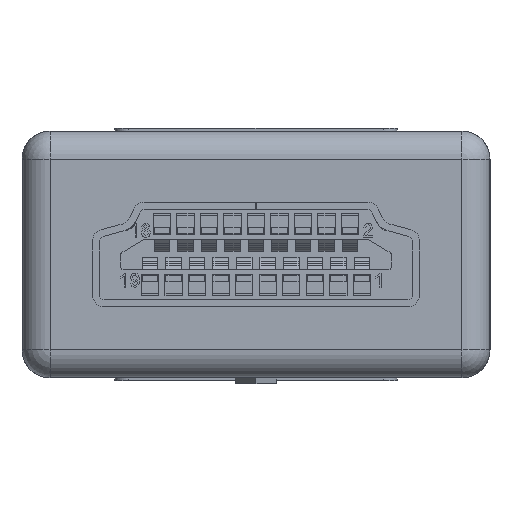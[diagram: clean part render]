
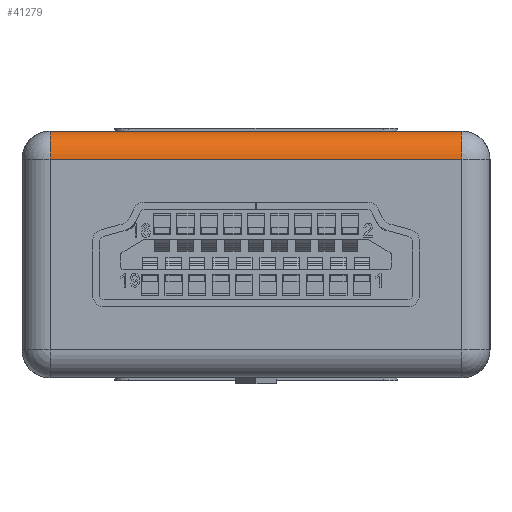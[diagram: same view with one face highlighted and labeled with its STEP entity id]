
A CAD part, left-side view. The second image highlights one B-rep face of the part: STEP entity #41279.
In plain terms, the highlighted cylindrical face has radius 1.2 mm (diameter 2.4 mm), a partial arc.
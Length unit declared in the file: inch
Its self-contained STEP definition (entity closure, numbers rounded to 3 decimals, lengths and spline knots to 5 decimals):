
#2115 = DIRECTION ( 'NONE',  ( -1., 0., 0. ) ) ;
#2462 = CYLINDRICAL_SURFACE ( 'NONE', #63816, 0.04724 ) ;
#3273 = DIRECTION ( 'NONE',  ( -1., 0., 0. ) ) ;
#3375 = CARTESIAN_POINT ( 'NONE',  ( -0.34449, 0.55315, 0.15945 ) ) ;
#4205 = DIRECTION ( 'NONE',  ( 0., 0., 1. ) ) ;
#7804 = CARTESIAN_POINT ( 'NONE',  ( 0.39173, 0.60039, 0.15945 ) ) ;
#8695 = DIRECTION ( 'NONE',  ( 0., 0., 1. ) ) ;
#10115 = VERTEX_POINT ( 'NONE', #75705 ) ;
#14973 = EDGE_CURVE ( 'NONE', #54312, #10115, #69540, .T. ) ;
#15068 = CARTESIAN_POINT ( 'NONE',  ( -0.34449, 0.55315, 0.20669 ) ) ;
#15668 = CARTESIAN_POINT ( 'NONE',  ( -0.39173, 0.55315, 0.15945 ) ) ;
#16484 = FACE_OUTER_BOUND ( 'NONE', #73891, .T. ) ;
#17980 = ORIENTED_EDGE ( 'NONE', *, *, #32430, .T. ) ;
#18355 = EDGE_CURVE ( 'NONE', #51054, #62229, #64666, .T. ) ;
#18688 = CIRCLE ( 'NONE', #54436, 0.04724 ) ;
#26475 = CARTESIAN_POINT ( 'NONE',  ( -0.39173, 0.55315, 0.20669 ) ) ;
#26696 = VECTOR ( 'NONE', #63851, 39.37008 ) ;
#32430 = EDGE_CURVE ( 'NONE', #51054, #10115, #43338, .T. ) ;
#32745 = AXIS2_PLACEMENT_3D ( 'NONE', #33560, #2115, #77906 ) ;
#33560 = CARTESIAN_POINT ( 'NONE',  ( 0.34449, 0.55315, 0.15945 ) ) ;
#35588 = CARTESIAN_POINT ( 'NONE',  ( -0.34449, 0.60039, 0.15945 ) ) ;
#40903 = EDGE_CURVE ( 'NONE', #62229, #54312, #18688, .T. ) ;
#41279 = ADVANCED_FACE ( 'NONE', ( #16484 ), #2462, .T. ) ;
#43338 = CIRCLE ( 'NONE', #32745, 0.04724 ) ;
#47076 = ORIENTED_EDGE ( 'NONE', *, *, #18355, .F. ) ;
#51054 = VERTEX_POINT ( 'NONE', #55957 ) ;
#54312 = VERTEX_POINT ( 'NONE', #35588 ) ;
#54436 = AXIS2_PLACEMENT_3D ( 'NONE', #3375, #78342, #4205 ) ;
#55270 = ORIENTED_EDGE ( 'NONE', *, *, #40903, .F. ) ;
#55957 = CARTESIAN_POINT ( 'NONE',  ( 0.34449, 0.55315, 0.20669 ) ) ;
#56389 = VECTOR ( 'NONE', #81970, 39.37008 ) ;
#62229 = VERTEX_POINT ( 'NONE', #15068 ) ;
#63816 = AXIS2_PLACEMENT_3D ( 'NONE', #15668, #3273, #8695 ) ;
#63851 = DIRECTION ( 'NONE',  ( -1., 0., 0. ) ) ;
#64666 = LINE ( 'NONE', #26475, #26696 ) ;
#66353 = ORIENTED_EDGE ( 'NONE', *, *, #14973, .F. ) ;
#69540 = LINE ( 'NONE', #7804, #56389 ) ;
#73891 = EDGE_LOOP ( 'NONE', ( #17980, #66353, #55270, #47076 ) ) ;
#75705 = CARTESIAN_POINT ( 'NONE',  ( 0.34449, 0.60039, 0.15945 ) ) ;
#77906 = DIRECTION ( 'NONE',  ( 0., 0., -1. ) ) ;
#78342 = DIRECTION ( 'NONE',  ( -1., 0., 0. ) ) ;
#81970 = DIRECTION ( 'NONE',  ( 1., 0., 0. ) ) ;
